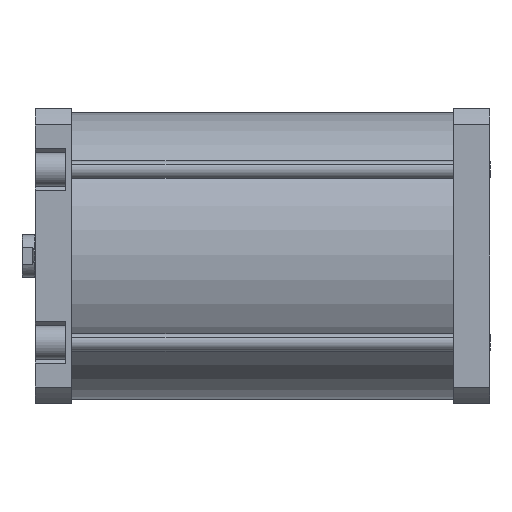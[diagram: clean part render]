
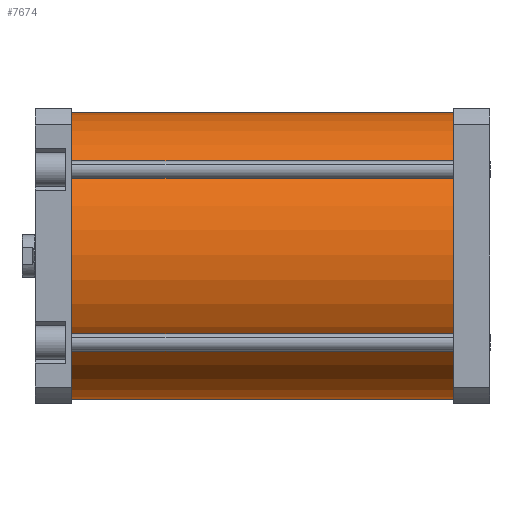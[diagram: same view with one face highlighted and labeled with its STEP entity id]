
A CAD part, front view. The second image highlights one B-rep face of the part: STEP entity #7674.
In plain terms, the highlighted cylindrical face has radius 131 mm (diameter 262 mm), a partial arc.
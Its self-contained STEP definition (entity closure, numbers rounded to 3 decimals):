
#206 = EDGE_CURVE ( 'NONE', #1551, #1548, #3735, .T. ) ;
#208 = EDGE_CURVE ( 'NONE', #1548, #1547, #3737, .T. ) ;
#212 = EDGE_CURVE ( 'NONE', #1550, #1547, #3755, .T. ) ;
#222 = EDGE_CURVE ( 'NONE', #1551, #1550, #3783, .T. ) ;
#663 = AXIS2_PLACEMENT_3D ( 'NONE', #3988, #4018, #4020 ) ;
#666 = AXIS2_PLACEMENT_3D ( 'NONE', #4048, #4051, #4053 ) ;
#1004 = AXIS2_PLACEMENT_3D ( 'NONE', #7361, #7360, #7359 ) ;
#1547 = VERTEX_POINT ( 'NONE', #6420 ) ;
#1548 = VERTEX_POINT ( 'NONE', #6421 ) ;
#1550 = VERTEX_POINT ( 'NONE', #6423 ) ;
#1551 = VERTEX_POINT ( 'NONE', #6424 ) ;
#3118 = ORIENTED_EDGE ( 'NONE', *, *, #206, .F. ) ;
#3139 = ORIENTED_EDGE ( 'NONE', *, *, #222, .T. ) ;
#3153 = ORIENTED_EDGE ( 'NONE', *, *, #208, .F. ) ;
#3154 = ORIENTED_EDGE ( 'NONE', *, *, #212, .T. ) ;
#3718 = VECTOR ( 'NONE', #4029, 1000. ) ;
#3735 = CIRCLE ( 'NONE', #663, 131. ) ;
#3737 = LINE ( 'NONE', #4016, #3718 ) ;
#3755 = CIRCLE ( 'NONE', #666, 131. ) ;
#3783 = LINE ( 'NONE', #4102, #3785 ) ;
#3785 = VECTOR ( 'NONE', #4104, 1000. ) ;
#3988 = CARTESIAN_POINT ( 'NONE',  ( 0., 0., 350. ) ) ;
#4016 = CARTESIAN_POINT ( 'NONE',  ( -131., 0., 350. ) ) ;
#4018 = DIRECTION ( 'NONE',  ( 0., 0., 1. ) ) ;
#4020 = DIRECTION ( 'NONE',  ( 1., 0., 0. ) ) ;
#4029 = DIRECTION ( 'NONE',  ( 0., 0., -1. ) ) ;
#4048 = CARTESIAN_POINT ( 'NONE',  ( 0., 0., 0. ) ) ;
#4051 = DIRECTION ( 'NONE',  ( 0., 0., 1. ) ) ;
#4053 = DIRECTION ( 'NONE',  ( 1., 0., 0. ) ) ;
#4102 = CARTESIAN_POINT ( 'NONE',  ( 131., 0., 350. ) ) ;
#4104 = DIRECTION ( 'NONE',  ( 0., 0., -1. ) ) ;
#5089 = EDGE_LOOP ( 'NONE', ( #3118, #3139, #3154, #3153 ) ) ;
#6118 = FACE_OUTER_BOUND ( 'NONE', #5089, .T. ) ;
#6119 = CYLINDRICAL_SURFACE ( 'NONE', #1004, 131. ) ;
#6420 = CARTESIAN_POINT ( 'NONE',  ( -131., 0., 0. ) ) ;
#6421 = CARTESIAN_POINT ( 'NONE',  ( -131., 0., 350. ) ) ;
#6423 = CARTESIAN_POINT ( 'NONE',  ( 131., 0., 0. ) ) ;
#6424 = CARTESIAN_POINT ( 'NONE',  ( 131., 0., 350. ) ) ;
#7359 = DIRECTION ( 'NONE',  ( -1., 0., 0. ) ) ;
#7360 = DIRECTION ( 'NONE',  ( 0., 0., -1. ) ) ;
#7361 = CARTESIAN_POINT ( 'NONE',  ( 0., 0., 350. ) ) ;
#7674 = ADVANCED_FACE ( 'NONE', ( #6118 ), #6119, .T. ) ;
